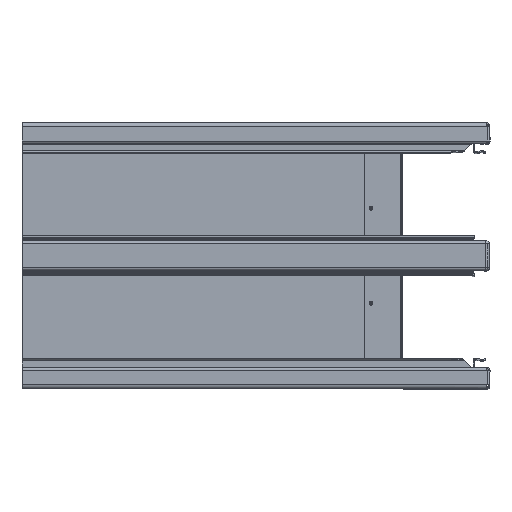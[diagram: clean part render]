
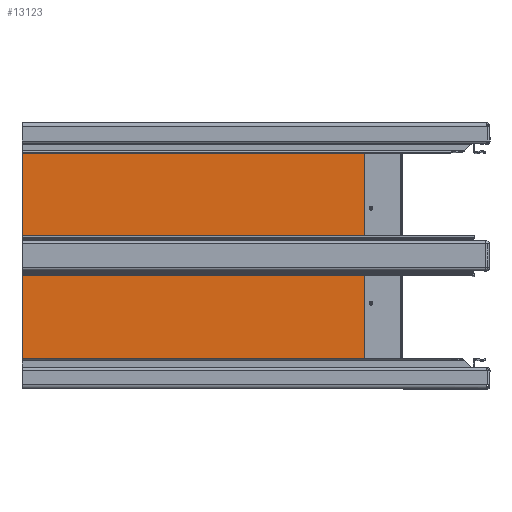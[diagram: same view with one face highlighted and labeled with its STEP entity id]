
A CAD part, top view. The second image highlights one B-rep face of the part: STEP entity #13123.
In plain terms, the highlighted planar face has unit normal (0, 0, 1).
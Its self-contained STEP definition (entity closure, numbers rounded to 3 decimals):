
#108 = LINE ( 'NONE', #17306, #15862 ) ;
#219 = DIRECTION ( 'NONE',  ( 0., 0., -1. ) ) ;
#1401 = ORIENTED_EDGE ( 'NONE', *, *, #9322, .T. ) ;
#1668 = VERTEX_POINT ( 'NONE', #13818 ) ;
#1670 = DIRECTION ( 'NONE',  ( 1., 0., 0. ) ) ;
#1933 = DIRECTION ( 'NONE',  ( 0., 1., 0. ) ) ;
#5740 = ORIENTED_EDGE ( 'NONE', *, *, #23117, .T. ) ;
#7545 = LINE ( 'NONE', #12869, #17788 ) ;
#9322 = EDGE_CURVE ( 'NONE', #18770, #1668, #7545, .T. ) ;
#9505 = CARTESIAN_POINT ( 'NONE',  ( -299.525, 102., -67.975 ) ) ;
#10309 = ORIENTED_EDGE ( 'NONE', *, *, #21064, .F. ) ;
#10455 = CARTESIAN_POINT ( 'NONE',  ( -299.525, -102., -67.975 ) ) ;
#12638 = CARTESIAN_POINT ( 'NONE',  ( -0.025, -102., -67.975 ) ) ;
#12662 = EDGE_CURVE ( 'NONE', #16670, #17043, #21198, .T. ) ;
#12869 = CARTESIAN_POINT ( 'NONE',  ( -0.025, -102., -67.975 ) ) ;
#13123 = ADVANCED_FACE ( 'NONE', ( #16702 ), #24768, .F. ) ;
#13818 = CARTESIAN_POINT ( 'NONE',  ( -0.025, 102., -67.975 ) ) ;
#14576 = DIRECTION ( 'NONE',  ( -1., 0., 0. ) ) ;
#15322 = VECTOR ( 'NONE', #1670, 1000. ) ;
#15862 = VECTOR ( 'NONE', #21449, 1000. ) ;
#16248 = EDGE_LOOP ( 'NONE', ( #1401, #10309, #18340, #5740 ) ) ;
#16301 = CARTESIAN_POINT ( 'NONE',  ( -299.525, -102., -67.975 ) ) ;
#16670 = VERTEX_POINT ( 'NONE', #17651 ) ;
#16702 = FACE_OUTER_BOUND ( 'NONE', #16248, .T. ) ;
#16796 = AXIS2_PLACEMENT_3D ( 'NONE', #10455, #219, #14576 ) ;
#17043 = VERTEX_POINT ( 'NONE', #9505 ) ;
#17306 = CARTESIAN_POINT ( 'NONE',  ( -299.525, -102., -67.975 ) ) ;
#17651 = CARTESIAN_POINT ( 'NONE',  ( -299.525, -102., -67.975 ) ) ;
#17788 = VECTOR ( 'NONE', #25153, 1000. ) ;
#18340 = ORIENTED_EDGE ( 'NONE', *, *, #12662, .F. ) ;
#18770 = VERTEX_POINT ( 'NONE', #12638 ) ;
#20570 = VECTOR ( 'NONE', #1933, 1000. ) ;
#21064 = EDGE_CURVE ( 'NONE', #17043, #1668, #26182, .T. ) ;
#21198 = LINE ( 'NONE', #16301, #20570 ) ;
#21449 = DIRECTION ( 'NONE',  ( 1., 0., 0. ) ) ;
#22130 = CARTESIAN_POINT ( 'NONE',  ( -299.525, 102., -67.975 ) ) ;
#23117 = EDGE_CURVE ( 'NONE', #16670, #18770, #108, .T. ) ;
#24768 = PLANE ( 'NONE',  #16796 ) ;
#25153 = DIRECTION ( 'NONE',  ( 0., 1., 0. ) ) ;
#26182 = LINE ( 'NONE', #22130, #15322 ) ;
